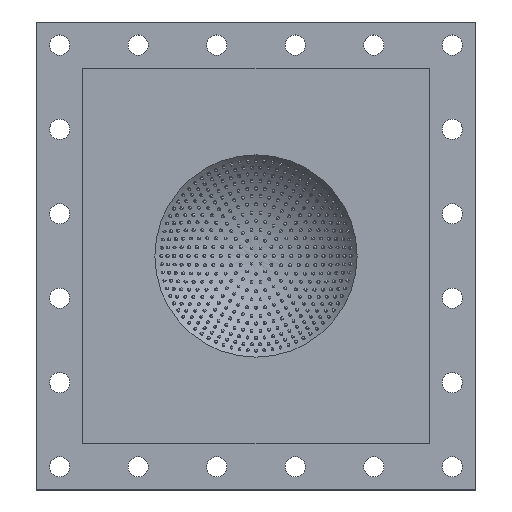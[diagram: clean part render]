
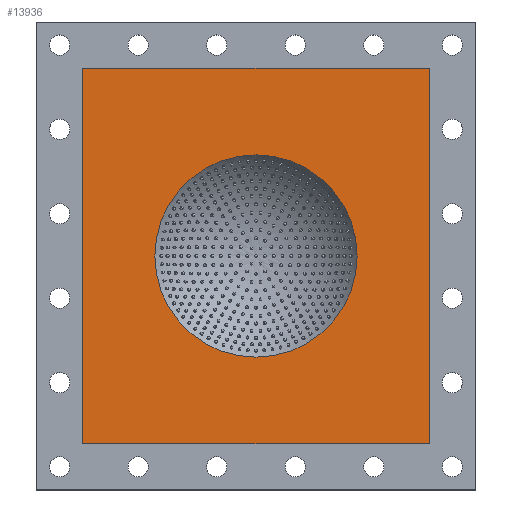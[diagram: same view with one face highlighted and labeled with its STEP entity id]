
A CAD part, top view. The second image highlights one B-rep face of the part: STEP entity #13936.
In plain terms, the highlighted planar face has unit normal (0, 0, 1).
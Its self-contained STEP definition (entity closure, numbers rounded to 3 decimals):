
#509=FACE_BOUND('',#2006,.T.);
#990=PLANE('',#14945);
#1007=FACE_OUTER_BOUND('',#2005,.T.);
#2005=EDGE_LOOP('',(#9490,#9491,#9492,#9493));
#2006=EDGE_LOOP('',(#9494));
#3458=LINE('',#22877,#3973);
#3459=LINE('',#22879,#3974);
#3460=LINE('',#22881,#3975);
#3461=LINE('',#22882,#3976);
#3973=VECTOR('',#17449,10.);
#3974=VECTOR('',#17450,10.);
#3975=VECTOR('',#17451,10.);
#3976=VECTOR('',#17452,10.);
#4511=CIRCLE('',#14946,17.5);
#5995=VERTEX_POINT('',#22875);
#5996=VERTEX_POINT('',#22876);
#5997=VERTEX_POINT('',#22878);
#5998=VERTEX_POINT('',#22880);
#5999=VERTEX_POINT('',#22883);
#7482=EDGE_CURVE('',#5995,#5996,#3458,.T.);
#7483=EDGE_CURVE('',#5996,#5997,#3459,.T.);
#7484=EDGE_CURVE('',#5997,#5998,#3460,.T.);
#7485=EDGE_CURVE('',#5998,#5995,#3461,.T.);
#7486=EDGE_CURVE('',#5999,#5999,#4511,.T.);
#9490=ORIENTED_EDGE('',*,*,#7482,.T.);
#9491=ORIENTED_EDGE('',*,*,#7483,.T.);
#9492=ORIENTED_EDGE('',*,*,#7484,.T.);
#9493=ORIENTED_EDGE('',*,*,#7485,.T.);
#9494=ORIENTED_EDGE('',*,*,#7486,.F.);
#13936=ADVANCED_FACE('',(#1007,#509),#990,.T.);
#14945=AXIS2_PLACEMENT_3D('',#22874,#17447,#17448);
#14946=AXIS2_PLACEMENT_3D('',#22884,#17453,#17454);
#17447=DIRECTION('center_axis',(0.,0.,1.));
#17448=DIRECTION('ref_axis',(1.,0.,0.));
#17449=DIRECTION('',(0.,1.,0.));
#17450=DIRECTION('',(-1.,0.,0.));
#17451=DIRECTION('',(0.,-1.,0.));
#17452=DIRECTION('',(1.,0.,0.));
#17453=DIRECTION('center_axis',(0.,0.,1.));
#17454=DIRECTION('ref_axis',(1.,0.,0.));
#22874=CARTESIAN_POINT('Origin',(17.5,0.,8.358));
#22875=CARTESIAN_POINT('',(30.,-32.5,8.358));
#22876=CARTESIAN_POINT('',(30.,32.5,8.358));
#22877=CARTESIAN_POINT('',(30.,16.25,8.358));
#22878=CARTESIAN_POINT('',(-30.,32.5,8.358));
#22879=CARTESIAN_POINT('',(-6.25,32.5,8.358));
#22880=CARTESIAN_POINT('',(-30.,-32.5,8.358));
#22881=CARTESIAN_POINT('',(-30.,-16.25,8.358));
#22882=CARTESIAN_POINT('',(23.75,-32.5,8.358));
#22883=CARTESIAN_POINT('',(-17.5,0.,8.358));
#22884=CARTESIAN_POINT('Origin',(0.,0.,8.358));
